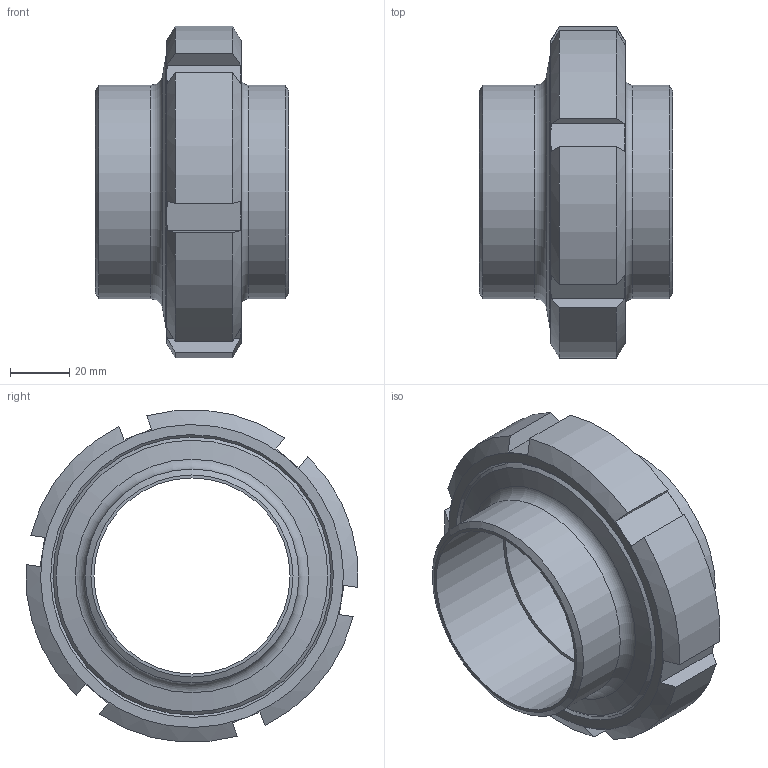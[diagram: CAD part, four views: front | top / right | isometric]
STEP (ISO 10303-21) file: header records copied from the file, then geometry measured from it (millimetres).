
FILE_DESCRIPTION(/* description */ (''),/* implementation_level */ '2;1');
FILE_NAME(/* name */ '20122065000.stp',/* time_stamp */ '2016-03-04T07:54:26+01:00',/* author */ ('Struska'),/* organization */ ('BUPOSPOL'),/* preprocessor_version */ 'ST-DEVELOPER v15.6',/* originating_system */ 'Autodesk Inventor 2015',/* authorisation */ '');
FILE_SCHEMA (('CONFIG_CONTROL_DESIGN'));
Length unit declared in the file: millimetre
Products named in the file (1): 20122065000
Bounding box: 65 x 111.73 x 111.71 mm (x, y, z)
Volume: 168129.8 mm3; surface area: 56453.9 mm2
Topology: 1 solids, 2 shells, 67 faces, 155 edges, 97 vertices
Faces by surface type: plane 27, cone 22, cylinder 14, torus 4
Full cylindrical faces by diameter (mm): 66 x2, 71 x1, 72 x2, 79 x1, 80 x1, 95 x1
Entity records: 1774 total; most frequent: CARTESIAN_POINT 380, DIRECTION 268, ORIENTED_EDGE 252, EDGE_CURVE 126, AXIS2_PLACEMENT_3D 122, EDGE_LOOP 98, VERTEX_POINT 90, STYLED_ITEM 68
